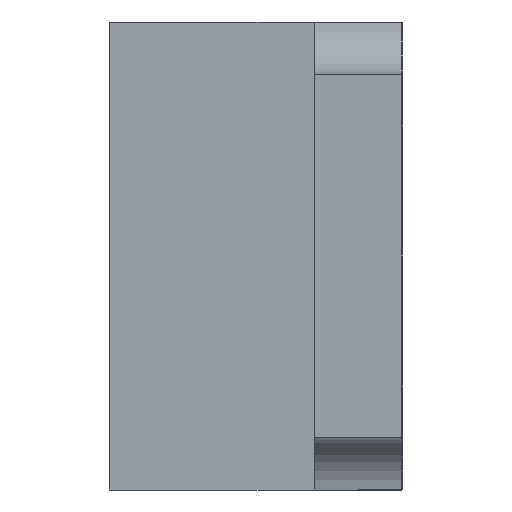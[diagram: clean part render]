
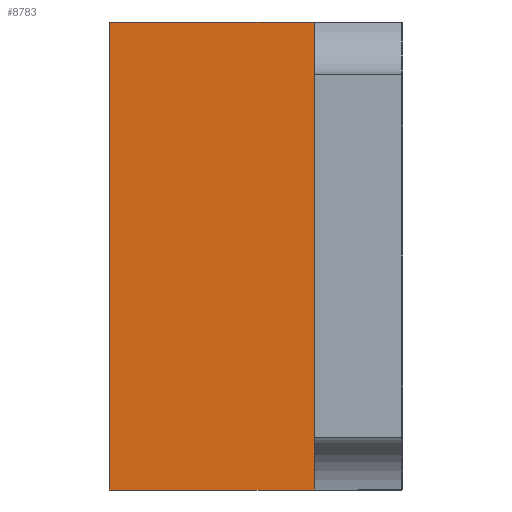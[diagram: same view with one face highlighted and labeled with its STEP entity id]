
A CAD part, left-side view. The second image highlights one B-rep face of the part: STEP entity #8783.
In plain terms, the highlighted planar face has unit normal (-1, 0, 0).
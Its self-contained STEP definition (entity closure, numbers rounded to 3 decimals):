
#154 = AXIS2_PLACEMENT_3D ( 'NONE', #1868, #1869, #1870 ) ;
#1867 = PLANE ( 'NONE',  #154 ) ;
#1868 = CARTESIAN_POINT ( 'NONE',  ( -0.8, -1.27, 0.4 ) ) ;
#1869 = DIRECTION ( 'NONE',  ( 1., 0., 0. ) ) ;
#1870 = DIRECTION ( 'NONE',  ( 0., 0., -1. ) ) ;
#4111 = CARTESIAN_POINT ( 'NONE',  ( -0.8, 0.075, -0.4 ) ) ;
#4115 = CARTESIAN_POINT ( 'NONE',  ( -0.8, 0.425, 0.4 ) ) ;
#4118 = CARTESIAN_POINT ( 'NONE',  ( -0.8, 0.425, -0.4 ) ) ;
#4124 = CARTESIAN_POINT ( 'NONE',  ( -0.8, 0.075, 0.4 ) ) ;
#4849 = LINE ( 'NONE', #4850, #13111 ) ;
#4850 = CARTESIAN_POINT ( 'NONE',  ( -0.8, -1.27, -0.4 ) ) ;
#4851 = DIRECTION ( 'NONE',  ( 0., -1., 0. ) ) ;
#4852 = LINE ( 'NONE', #4853, #13112 ) ;
#4853 = CARTESIAN_POINT ( 'NONE',  ( -0.8, -1.27, 0.4 ) ) ;
#4854 = DIRECTION ( 'NONE',  ( 0., -1., 0. ) ) ;
#4864 = LINE ( 'NONE', #4865, #13116 ) ;
#4865 = CARTESIAN_POINT ( 'NONE',  ( -0.8, 0.075, 0.4 ) ) ;
#4866 = DIRECTION ( 'NONE',  ( 0., 0., -1. ) ) ;
#4873 = LINE ( 'NONE', #4874, #13119 ) ;
#4874 = CARTESIAN_POINT ( 'NONE',  ( -0.8, 0.425, 0.4 ) ) ;
#4875 = DIRECTION ( 'NONE',  ( 0., 0., -1. ) ) ;
#8783 = ADVANCED_FACE ( 'NONE', ( #12448 ), #1867, .F. ) ;
#11833 = ORIENTED_EDGE ( 'NONE', *, *, #12746, .T. ) ;
#11834 = ORIENTED_EDGE ( 'NONE', *, *, #12738, .T. ) ;
#11838 = ORIENTED_EDGE ( 'NONE', *, *, #12739, .F. ) ;
#11840 = ORIENTED_EDGE ( 'NONE', *, *, #12743, .F. ) ;
#12189 = VERTEX_POINT ( 'NONE', #4111 ) ;
#12193 = VERTEX_POINT ( 'NONE', #4115 ) ;
#12196 = VERTEX_POINT ( 'NONE', #4118 ) ;
#12202 = VERTEX_POINT ( 'NONE', #4124 ) ;
#12269 = EDGE_LOOP ( 'NONE', ( #11834, #11840, #11838, #11833 ) ) ;
#12448 = FACE_OUTER_BOUND ( 'NONE', #12269, .T. ) ;
#12738 = EDGE_CURVE ( 'NONE', #12196, #12189, #4849, .T. ) ;
#12739 = EDGE_CURVE ( 'NONE', #12193, #12202, #4852, .T. ) ;
#12743 = EDGE_CURVE ( 'NONE', #12202, #12189, #4864, .T. ) ;
#12746 = EDGE_CURVE ( 'NONE', #12193, #12196, #4873, .T. ) ;
#13111 = VECTOR ( 'NONE', #4851, 1000. ) ;
#13112 = VECTOR ( 'NONE', #4854, 1000. ) ;
#13116 = VECTOR ( 'NONE', #4866, 1000. ) ;
#13119 = VECTOR ( 'NONE', #4875, 1000. ) ;
